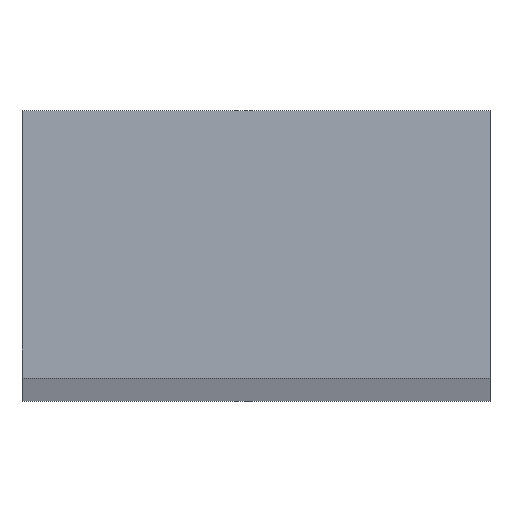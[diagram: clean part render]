
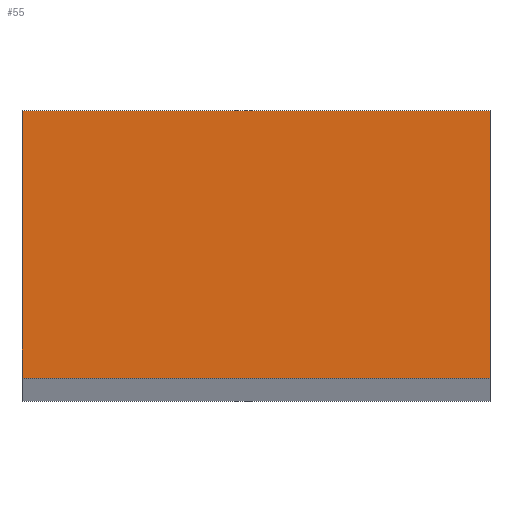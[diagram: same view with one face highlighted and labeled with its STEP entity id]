
A CAD part, top view. The second image highlights one B-rep face of the part: STEP entity #55.
In plain terms, the highlighted planar face has unit normal (0, 0, 1).
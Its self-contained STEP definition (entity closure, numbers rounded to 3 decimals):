
#7 = VECTOR ( 'NONE', #182, 1000. ) ;
#13 = FACE_OUTER_BOUND ( 'NONE', #129, .T. ) ;
#14 = AXIS2_PLACEMENT_3D ( 'NONE', #148, #149, #150 ) ;
#35 = VECTOR ( 'NONE', #112, 1000. ) ;
#46 = VECTOR ( 'NONE', #141, 1000. ) ;
#49 = VECTOR ( 'NONE', #168, 1000. ) ;
#51 = EDGE_CURVE ( 'NONE', #96, #100, #139, .T. ) ;
#55 = ADVANCED_FACE ( 'NONE', ( #13 ), #138, .T. ) ;
#62 = EDGE_CURVE ( 'NONE', #95, #99, #171, .T. ) ;
#74 = EDGE_CURVE ( 'NONE', #100, #95, #130, .T. ) ;
#81 = EDGE_CURVE ( 'NONE', #99, #96, #181, .T. ) ;
#95 = VERTEX_POINT ( 'NONE', #190 ) ;
#96 = VERTEX_POINT ( 'NONE', #192 ) ;
#99 = VERTEX_POINT ( 'NONE', #221 ) ;
#100 = VERTEX_POINT ( 'NONE', #203 ) ;
#102 = ORIENTED_EDGE ( 'NONE', *, *, #81, .T. ) ;
#107 = ORIENTED_EDGE ( 'NONE', *, *, #51, .T. ) ;
#108 = ORIENTED_EDGE ( 'NONE', *, *, #62, .T. ) ;
#112 = DIRECTION ( 'NONE',  ( 0., 1., 0. ) ) ;
#127 = ORIENTED_EDGE ( 'NONE', *, *, #74, .T. ) ;
#129 = EDGE_LOOP ( 'NONE', ( #127, #108, #102, #107 ) ) ;
#130 = LINE ( 'NONE', #206, #7 ) ;
#138 = PLANE ( 'NONE',  #14 ) ;
#139 = LINE ( 'NONE', #140, #46 ) ;
#140 = CARTESIAN_POINT ( 'NONE',  ( -17.5, 10., 500. ) ) ;
#141 = DIRECTION ( 'NONE',  ( -1., 0., 0. ) ) ;
#148 = CARTESIAN_POINT ( 'NONE',  ( 0., 0., 500. ) ) ;
#149 = DIRECTION ( 'NONE',  ( 0., 0., 1. ) ) ;
#150 = DIRECTION ( 'NONE',  ( 1., 0., 0. ) ) ;
#165 = CARTESIAN_POINT ( 'NONE',  ( -17.5, -10., 500. ) ) ;
#168 = DIRECTION ( 'NONE',  ( 1., 0., 0. ) ) ;
#171 = LINE ( 'NONE', #165, #49 ) ;
#180 = CARTESIAN_POINT ( 'NONE',  ( 17.5, 10., 500. ) ) ;
#181 = LINE ( 'NONE', #180, #35 ) ;
#182 = DIRECTION ( 'NONE',  ( 0., -1., 0. ) ) ;
#190 = CARTESIAN_POINT ( 'NONE',  ( -17.5, -10., 500. ) ) ;
#192 = CARTESIAN_POINT ( 'NONE',  ( 17.5, 10., 500. ) ) ;
#203 = CARTESIAN_POINT ( 'NONE',  ( -17.5, 10., 500. ) ) ;
#206 = CARTESIAN_POINT ( 'NONE',  ( -17.5, 10., 500. ) ) ;
#221 = CARTESIAN_POINT ( 'NONE',  ( 17.5, -10., 500. ) ) ;
